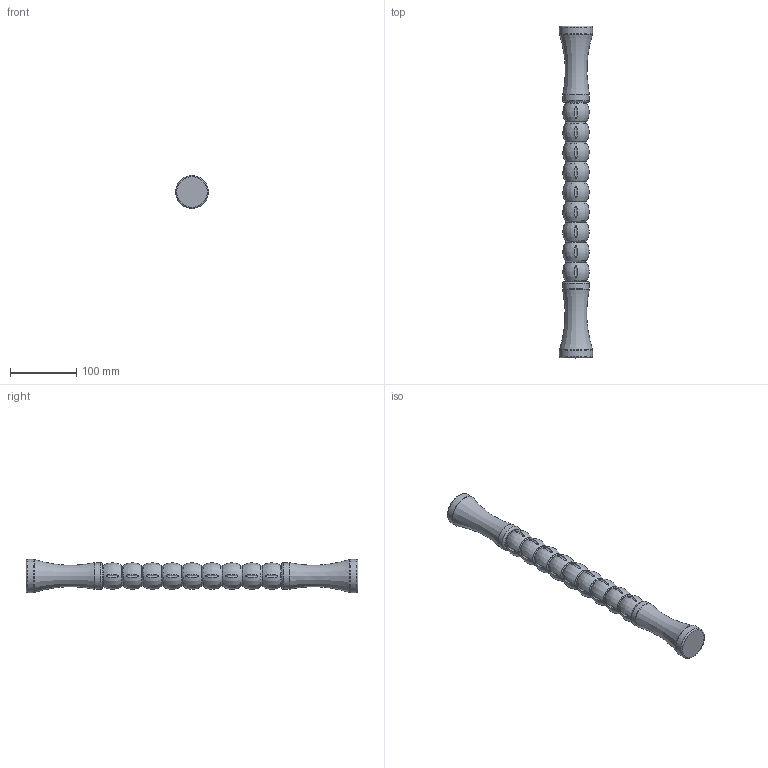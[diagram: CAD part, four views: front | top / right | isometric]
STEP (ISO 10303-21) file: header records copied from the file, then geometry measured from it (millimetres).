
FILE_DESCRIPTION(/* description */ (''),/* implementation_level */ '2;1');
FILE_NAME(/* name */ 'Muscle Roller.step',/* time_stamp */ '2018-10-21T14:13:51-06:00',/* author */ ('maria.i.alder'),/* organization */ (''),/* preprocessor_version */ 'ST-DEVELOPER v17.2',/* originating_system */ 'Autodesk Translation Framework v7.6.0.251',/* authorisation */ '');
FILE_SCHEMA (('AUTOMOTIVE_DESIGN { 1 0 10303 214 3 1 1 }'));
Length unit declared in the file: millimetre
Products named in the file (1): Muscle Roller
Bounding box: 50 x 500 x 50 mm (x, y, z)
Volume: 736797.5 mm3; surface area: 120070.5 mm2
Topology: 12 solids, 12 shells, 103 faces, 217 edges, 164 vertices
Faces by surface type: bspline 65, plane 23, torus 8, cylinder 7
Full cylindrical faces by diameter (mm): 28 x3, 40 x2, 50 x2
Entity records: 14512 total; most frequent: CARTESIAN_POINT 12698, ORIENTED_EDGE 434, EDGE_CURVE 217, DIRECTION 205, VERTEX_POINT 164, EDGE_LOOP 131, B_SPLINE_CURVE_WITH_KNOTS 130, FACE_OUTER_BOUND 103
